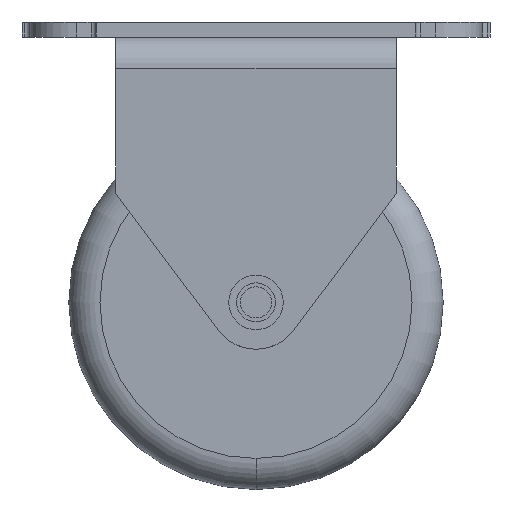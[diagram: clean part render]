
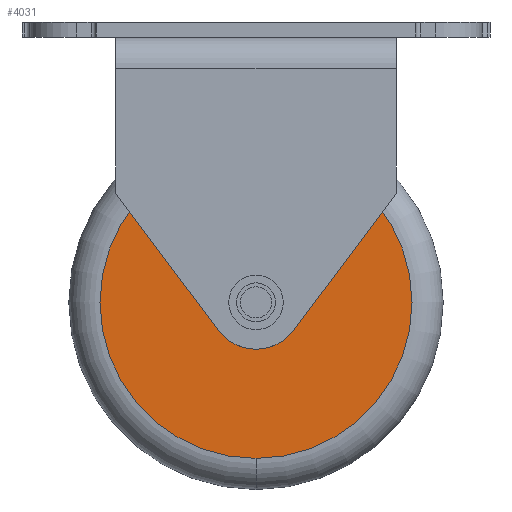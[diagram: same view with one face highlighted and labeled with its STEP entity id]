
A CAD part, left-side view. The second image highlights one B-rep face of the part: STEP entity #4031.
In plain terms, the highlighted planar face has unit normal (-1, 0, 0).
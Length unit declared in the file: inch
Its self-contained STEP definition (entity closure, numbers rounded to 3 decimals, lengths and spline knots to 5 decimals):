
#3789=CARTESIAN_POINT('',(-0.62334,0.,0.3331));
#3790=VERTEX_POINT('',#3789);
#3816=CARTESIAN_POINT('',(-0.62334,0.,2.82865));
#3817=VERTEX_POINT('',#3816);
#3825=CARTESIAN_POINT('',(-0.62334,-1.24777,1.58088));
#3826=VERTEX_POINT('',#3825);
#3827=CARTESIAN_POINT('',(-0.62334,0.,1.58088));
#3828=DIRECTION('',(1.0,0.0,0.0));
#3829=DIRECTION('',(0.0,1.0,0.0));
#3830=AXIS2_PLACEMENT_3D('',#3827,#3828,#3829);
#3831=CIRCLE('',#3830,1.24777);
#3832=EDGE_CURVE('',#3817,#3826,#3831,.T.);
#3834=CARTESIAN_POINT('',(-0.62334,0.,1.58088));
#3835=DIRECTION('',(1.0,0.0,0.0));
#3836=DIRECTION('',(0.0,1.0,0.0));
#3837=AXIS2_PLACEMENT_3D('',#3834,#3835,#3836);
#3838=CIRCLE('',#3837,1.24777);
#3839=EDGE_CURVE('',#3826,#3790,#3838,.T.);
#4008=CARTESIAN_POINT('',(-0.62334,0.,1.58088));
#4009=DIRECTION('',(1.0,0.0,0.0));
#4010=DIRECTION('',(0.0,1.0,0.0));
#4011=AXIS2_PLACEMENT_3D('',#4008,#4009,#4010);
#4012=CIRCLE('',#4011,1.24777);
#4013=EDGE_CURVE('',#3790,#3817,#4012,.T.);
#4021=CARTESIAN_POINT('',(-0.62334,-1.49733,1.58088));
#4022=DIRECTION('',(-1.0,0.0,0.0));
#4023=DIRECTION('',(0.0,0.0,1.0));
#4024=AXIS2_PLACEMENT_3D('',#4021,#4022,#4023);
#4025=PLANE('',#4024);
#4026=ORIENTED_EDGE('',*,*,#3839,.F.);
#4027=ORIENTED_EDGE('',*,*,#3832,.F.);
#4028=ORIENTED_EDGE('',*,*,#4013,.F.);
#4029=EDGE_LOOP('',(#4026,#4027,#4028));
#4030=FACE_OUTER_BOUND('',#4029,.T.);
#4031=ADVANCED_FACE('',(#4030),#4025,.T.);
